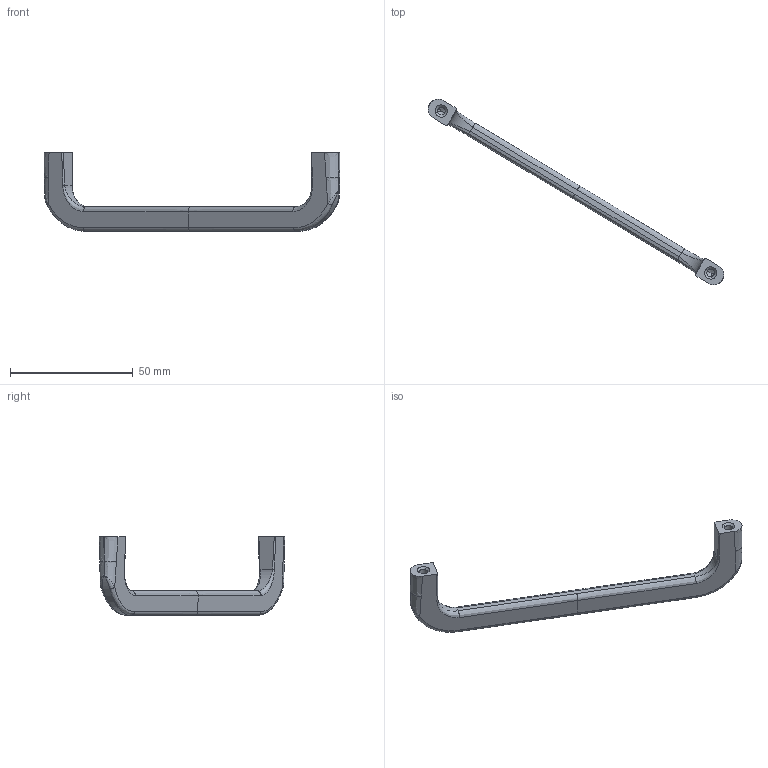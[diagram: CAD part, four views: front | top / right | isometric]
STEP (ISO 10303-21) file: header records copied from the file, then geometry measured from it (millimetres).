
FILE_DESCRIPTION(('Creo Elements/Direct Modeling STEP Export'),'2;1');
FILE_NAME('2650-139.stp','2024-07-08T11:49:54',(''),(''),'Creo Elements/Direct Modeling STEP processor for AP214 (Solid Model)','Creo Elements/Direct Modeling 20.0 12-Nov-2016 (C) Parametric Technology GmbH','');
FILE_SCHEMA(('AUTOMOTIVE_DESIGN { 1 0 10303 214 1 1 1 1 }'));
Length unit declared in the file: millimetre
Products named in the file (2): ZN-12343.1
Assembly tree (1 placements, depth 2):
  ZN-12343.1
    ZN-12343.1
Bounding box: 120.37 x 75.65 x 32 mm (x, y, z)
Volume: 9813.5 mm3; surface area: 5443.4 mm2
Topology: 1 solids, 1 shells, 74 faces, 178 edges, 100 vertices
Faces by surface type: bspline 28, plane 18, cylinder 16, cone 12
Entity records: 10090 total; most frequent: CARTESIAN_POINT 8673, ORIENTED_EDGE 340, DIRECTION 196, EDGE_CURVE 170, VERTEX_POINT 100, EDGE_LOOP 76, FACE_OUTER_BOUND 74, ADVANCED_FACE 74
